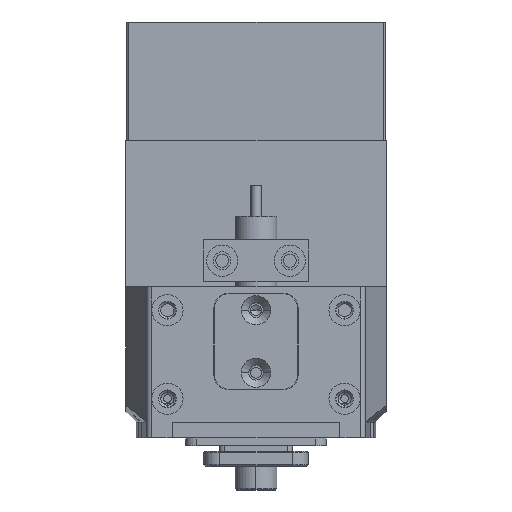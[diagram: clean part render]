
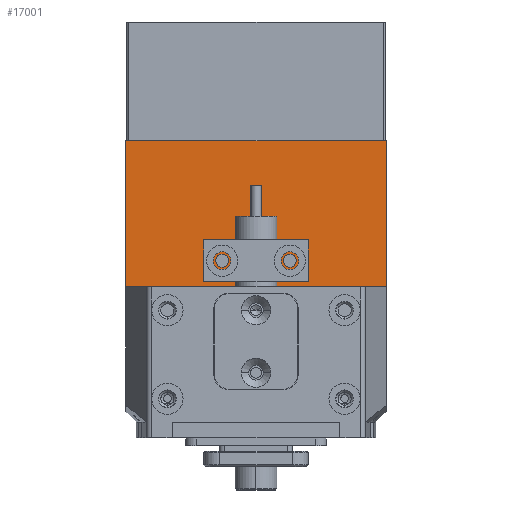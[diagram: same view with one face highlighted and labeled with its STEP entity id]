
A CAD part, left-side view. The second image highlights one B-rep face of the part: STEP entity #17001.
In plain terms, the highlighted planar face has unit normal (-1, 0, 0).
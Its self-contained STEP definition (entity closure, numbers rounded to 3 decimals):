
#138 = FACE_OUTER_BOUND ( 'NONE', #2323, .T. ) ;
#357 = CARTESIAN_POINT ( 'NONE',  ( -33.185, -0.48, 104.161 ) ) ;
#743 = VECTOR ( 'NONE', #16156, 1000. ) ;
#1409 = FACE_BOUND ( 'NONE', #34661, .T. ) ;
#1486 = ORIENTED_EDGE ( 'NONE', *, *, #26315, .T. ) ;
#1826 = CARTESIAN_POINT ( 'NONE',  ( -33.185, -18.98, 99.161 ) ) ;
#2135 = CARTESIAN_POINT ( 'NONE',  ( -33.185, 31.02, 99.161 ) ) ;
#2323 = EDGE_LOOP ( 'NONE', ( #21244, #5633, #22563, #1486 ) ) ;
#4915 = DIRECTION ( 'NONE',  ( 0., 0., 1. ) ) ;
#5461 = EDGE_CURVE ( 'NONE', #34979, #40282, #46593, .T. ) ;
#5633 = ORIENTED_EDGE ( 'NONE', *, *, #32994, .F. ) ;
#6825 = CARTESIAN_POINT ( 'NONE',  ( -33.185, -18.98, 99.161 ) ) ;
#7563 = CARTESIAN_POINT ( 'NONE',  ( -33.185, 12.52, 104.161 ) ) ;
#8602 = CARTESIAN_POINT ( 'NONE',  ( -33.185, 31.02, 99.161 ) ) ;
#9448 = AXIS2_PLACEMENT_3D ( 'NONE', #357, #27639, #19942 ) ;
#11910 = CARTESIAN_POINT ( 'NONE',  ( -33.185, -0.48, 102.911 ) ) ;
#12176 = DIRECTION ( 'NONE',  ( 0., 0., -1. ) ) ;
#12553 = CARTESIAN_POINT ( 'NONE',  ( -33.185, 6.02, 127.161 ) ) ;
#14483 = CARTESIAN_POINT ( 'NONE',  ( -33.185, -18.98, 99.161 ) ) ;
#14856 = EDGE_CURVE ( 'NONE', #40282, #34979, #39287, .T. ) ;
#14871 = DIRECTION ( 'NONE',  ( 1., 0., 0. ) ) ;
#15032 = PLANE ( 'NONE',  #28851 ) ;
#15328 = AXIS2_PLACEMENT_3D ( 'NONE', #24538, #28309, #4915 ) ;
#16156 = DIRECTION ( 'NONE',  ( 0., 1., 0. ) ) ;
#16592 = VERTEX_POINT ( 'NONE', #43705 ) ;
#16850 = DIRECTION ( 'NONE',  ( 0., 0., -1. ) ) ;
#16970 = DIRECTION ( 'NONE',  ( 0., 1., 0. ) ) ;
#17001 = ADVANCED_FACE ( 'NONE', ( #138, #1409, #34869 ), #15032, .F. ) ;
#17546 = VECTOR ( 'NONE', #16850, 1000. ) ;
#19179 = LINE ( 'NONE', #8602, #49559 ) ;
#19626 = DIRECTION ( 'NONE',  ( -1., 0., 0. ) ) ;
#19942 = DIRECTION ( 'NONE',  ( 0., 0., 1. ) ) ;
#20779 = CARTESIAN_POINT ( 'NONE',  ( -33.185, -18.98, 127.161 ) ) ;
#21027 = CIRCLE ( 'NONE', #46842, 1.25 ) ;
#21125 = CARTESIAN_POINT ( 'NONE',  ( -33.185, 12.52, 105.411 ) ) ;
#21244 = ORIENTED_EDGE ( 'NONE', *, *, #32933, .T. ) ;
#21392 = AXIS2_PLACEMENT_3D ( 'NONE', #34456, #19626, #46790 ) ;
#22563 = ORIENTED_EDGE ( 'NONE', *, *, #44760, .F. ) ;
#23443 = VERTEX_POINT ( 'NONE', #2135 ) ;
#24078 = VERTEX_POINT ( 'NONE', #14483 ) ;
#24538 = CARTESIAN_POINT ( 'NONE',  ( -33.185, 12.52, 104.161 ) ) ;
#24911 = LINE ( 'NONE', #36412, #17546 ) ;
#26315 = EDGE_CURVE ( 'NONE', #48875, #42400, #38479, .T. ) ;
#27639 = DIRECTION ( 'NONE',  ( -1., 0., 0. ) ) ;
#27737 = VERTEX_POINT ( 'NONE', #21125 ) ;
#28309 = DIRECTION ( 'NONE',  ( -1., 0., 0. ) ) ;
#28851 = AXIS2_PLACEMENT_3D ( 'NONE', #6825, #14871, #30396 ) ;
#30396 = DIRECTION ( 'NONE',  ( 0., 0., -1. ) ) ;
#31121 = DIRECTION ( 'NONE',  ( 0., 0., 1. ) ) ;
#32585 = LINE ( 'NONE', #1826, #46486 ) ;
#32781 = EDGE_CURVE ( 'NONE', #16592, #27737, #21027, .T. ) ;
#32933 = EDGE_CURVE ( 'NONE', #42400, #23443, #19179, .T. ) ;
#32994 = EDGE_CURVE ( 'NONE', #24078, #23443, #32585, .T. ) ;
#34094 = EDGE_CURVE ( 'NONE', #27737, #16592, #47151, .T. ) ;
#34456 = CARTESIAN_POINT ( 'NONE',  ( -33.185, -0.48, 104.161 ) ) ;
#34622 = ORIENTED_EDGE ( 'NONE', *, *, #14856, .F. ) ;
#34661 = EDGE_LOOP ( 'NONE', ( #42125, #35313 ) ) ;
#34869 = FACE_BOUND ( 'NONE', #38689, .T. ) ;
#34979 = VERTEX_POINT ( 'NONE', #39865 ) ;
#35313 = ORIENTED_EDGE ( 'NONE', *, *, #32781, .F. ) ;
#36412 = CARTESIAN_POINT ( 'NONE',  ( -33.185, -18.98, 99.161 ) ) ;
#38479 = LINE ( 'NONE', #12553, #743 ) ;
#38689 = EDGE_LOOP ( 'NONE', ( #47161, #34622 ) ) ;
#39287 = CIRCLE ( 'NONE', #9448, 1.25 ) ;
#39865 = CARTESIAN_POINT ( 'NONE',  ( -33.185, -0.48, 105.411 ) ) ;
#40282 = VERTEX_POINT ( 'NONE', #11910 ) ;
#42125 = ORIENTED_EDGE ( 'NONE', *, *, #34094, .F. ) ;
#42400 = VERTEX_POINT ( 'NONE', #49022 ) ;
#43705 = CARTESIAN_POINT ( 'NONE',  ( -33.185, 12.52, 102.911 ) ) ;
#44760 = EDGE_CURVE ( 'NONE', #48875, #24078, #24911, .T. ) ;
#46486 = VECTOR ( 'NONE', #16970, 1000. ) ;
#46593 = CIRCLE ( 'NONE', #21392, 1.25 ) ;
#46790 = DIRECTION ( 'NONE',  ( 0., 0., 1. ) ) ;
#46842 = AXIS2_PLACEMENT_3D ( 'NONE', #7563, #47019, #31121 ) ;
#47019 = DIRECTION ( 'NONE',  ( -1., 0., 0. ) ) ;
#47151 = CIRCLE ( 'NONE', #15328, 1.25 ) ;
#47161 = ORIENTED_EDGE ( 'NONE', *, *, #5461, .F. ) ;
#48875 = VERTEX_POINT ( 'NONE', #20779 ) ;
#49022 = CARTESIAN_POINT ( 'NONE',  ( -33.185, 31.02, 127.161 ) ) ;
#49559 = VECTOR ( 'NONE', #12176, 1000. ) ;
